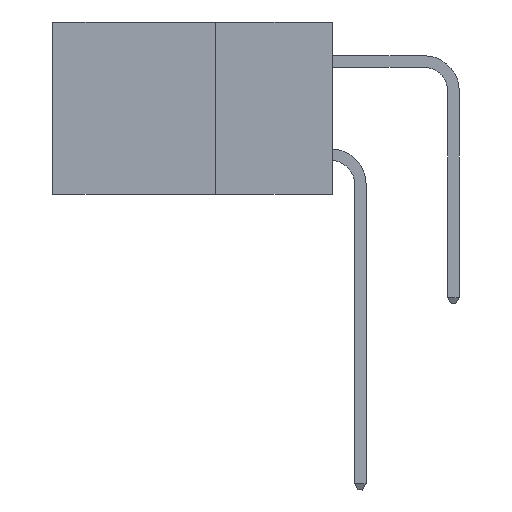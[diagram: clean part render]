
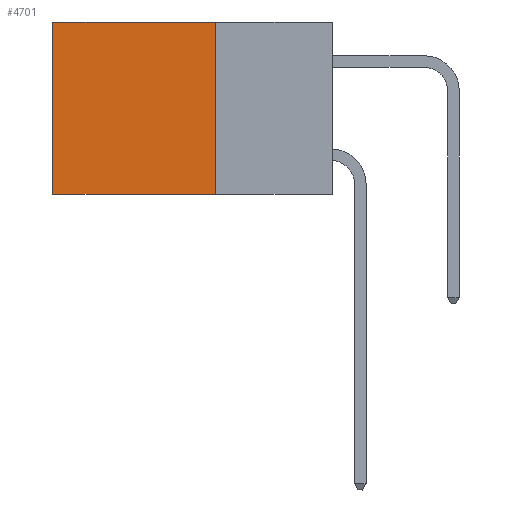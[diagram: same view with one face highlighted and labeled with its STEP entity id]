
A CAD part, left-side view. The second image highlights one B-rep face of the part: STEP entity #4701.
In plain terms, the highlighted planar face has unit normal (-1, 0, 0).
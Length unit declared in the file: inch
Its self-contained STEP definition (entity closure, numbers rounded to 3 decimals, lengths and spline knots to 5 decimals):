
#434 = CARTESIAN_POINT ( 'NONE',  ( 0.298, 0.6, -0.37 ) ) ;
#1210 = EDGE_CURVE ( 'NONE', #6690, #1222, #2394, .T. ) ;
#1222 = VERTEX_POINT ( 'NONE', #434 ) ;
#1314 = CARTESIAN_POINT ( 'NONE',  ( 0.298, 0.25, 0. ) ) ;
#1513 = DIRECTION ( 'NONE',  ( 1., 0., 0. ) ) ;
#1899 = LINE ( 'NONE', #2240, #3376 ) ;
#2240 = CARTESIAN_POINT ( 'NONE',  ( 0.298, 0.25, 0. ) ) ;
#2380 = LINE ( 'NONE', #7150, #6999 ) ;
#2394 = LINE ( 'NONE', #3019, #10298 ) ;
#3019 = CARTESIAN_POINT ( 'NONE',  ( 0.298, 0.6, 0. ) ) ;
#3318 = DIRECTION ( 'NONE',  ( 0., 0., -1. ) ) ;
#3376 = VECTOR ( 'NONE', #3318, 39.37008 ) ;
#3550 = ORIENTED_EDGE ( 'NONE', *, *, #1210, .T. ) ;
#3623 = VERTEX_POINT ( 'NONE', #10143 ) ;
#3724 = ORIENTED_EDGE ( 'NONE', *, *, #7717, .T. ) ;
#4117 = FACE_OUTER_BOUND ( 'NONE', #5187, .T. ) ;
#4522 = PLANE ( 'NONE',  #8434 ) ;
#4701 = ADVANCED_FACE ( 'NONE', ( #4117 ), #4522, .F. ) ;
#4858 = LINE ( 'NONE', #8599, #5152 ) ;
#4870 = DIRECTION ( 'NONE',  ( 0., 1., 0. ) ) ;
#4883 = EDGE_CURVE ( 'NONE', #3623, #1222, #4858, .T. ) ;
#4984 = DIRECTION ( 'NONE',  ( 0., 0., -1. ) ) ;
#5041 = VERTEX_POINT ( 'NONE', #1314 ) ;
#5152 = VECTOR ( 'NONE', #4870, 39.37008 ) ;
#5187 = EDGE_LOOP ( 'NONE', ( #3550, #8812, #9514, #3724 ) ) ;
#6226 = CARTESIAN_POINT ( 'NONE',  ( 0.298, 0.25, 0. ) ) ;
#6235 = CARTESIAN_POINT ( 'NONE',  ( 0.298, 0.6, 0. ) ) ;
#6690 = VERTEX_POINT ( 'NONE', #6235 ) ;
#6999 = VECTOR ( 'NONE', #9953, 39.37008 ) ;
#7150 = CARTESIAN_POINT ( 'NONE',  ( 0.298, 0.25, 0. ) ) ;
#7717 = EDGE_CURVE ( 'NONE', #5041, #6690, #2380, .T. ) ;
#8434 = AXIS2_PLACEMENT_3D ( 'NONE', #6226, #1513, #10097 ) ;
#8599 = CARTESIAN_POINT ( 'NONE',  ( 0.298, 0.25, -0.37 ) ) ;
#8812 = ORIENTED_EDGE ( 'NONE', *, *, #4883, .F. ) ;
#8925 = EDGE_CURVE ( 'NONE', #5041, #3623, #1899, .T. ) ;
#9514 = ORIENTED_EDGE ( 'NONE', *, *, #8925, .F. ) ;
#9953 = DIRECTION ( 'NONE',  ( 0., 1., 0. ) ) ;
#10097 = DIRECTION ( 'NONE',  ( 0., 0., -1. ) ) ;
#10143 = CARTESIAN_POINT ( 'NONE',  ( 0.298, 0.25, -0.37 ) ) ;
#10298 = VECTOR ( 'NONE', #4984, 39.37008 ) ;
